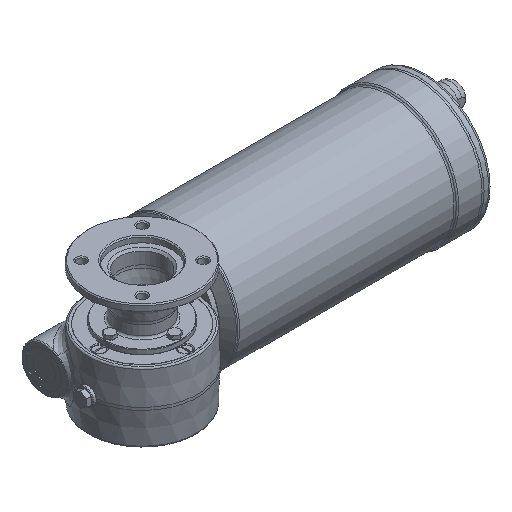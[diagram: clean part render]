
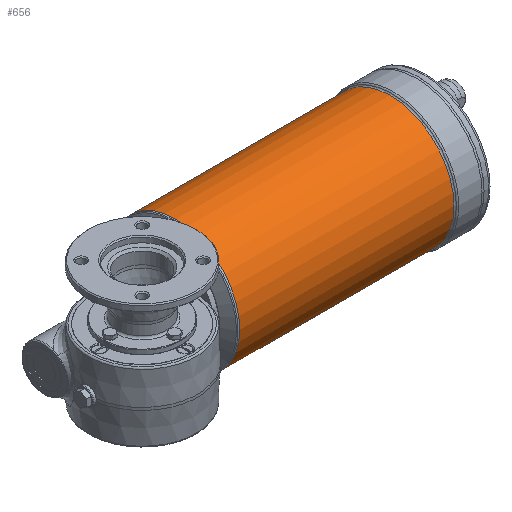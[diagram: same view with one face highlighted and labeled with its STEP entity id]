
A CAD part, isometric view. The second image highlights one B-rep face of the part: STEP entity #656.
In plain terms, the highlighted cylindrical face has radius 64.5 mm (diameter 129 mm), a full revolution.
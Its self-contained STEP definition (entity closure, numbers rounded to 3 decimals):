
#656 = ADVANCED_FACE( '', ( #1863, #1864 ), #1865, .T. );
#1863 = FACE_OUTER_BOUND( '', #4383, .T. );
#1864 = FACE_OUTER_BOUND( '', #4384, .T. );
#1865 = CYLINDRICAL_SURFACE( '', #4385, 64.5 );
#4383 = EDGE_LOOP( '', ( #10397 ) );
#4384 = EDGE_LOOP( '', ( #10398 ) );
#4385 = AXIS2_PLACEMENT_3D( '', #10399, #10400, #10401 );
#10397 = ORIENTED_EDGE( '', *, *, #14493, .T. );
#10398 = ORIENTED_EDGE( '', *, *, #14494, .T. );
#10399 = CARTESIAN_POINT( '', ( 239.168, 45., 0. ) );
#10400 = DIRECTION( '', ( -1., 0., 0. ) );
#10401 = DIRECTION( '', ( 0., 0., 1. ) );
#14493 = EDGE_CURVE( '', #16185, #16185, #16186, .F. );
#14494 = EDGE_CURVE( '', #16187, #16187, #16188, .T. );
#16185 = VERTEX_POINT( '', #18817 );
#16186 = CIRCLE( '', #18818, 64.5 );
#16187 = VERTEX_POINT( '', #18819 );
#16188 = CIRCLE( '', #18820, 64.5 );
#18817 = CARTESIAN_POINT( '', ( 295.172, 45., 64.5 ) );
#18818 = AXIS2_PLACEMENT_3D( '', #23401, #23402, #23403 );
#18819 = CARTESIAN_POINT( '', ( 79., 45., 64.5 ) );
#18820 = AXIS2_PLACEMENT_3D( '', #23404, #23405, #23406 );
#23401 = CARTESIAN_POINT( '', ( 295.172, 45., 0. ) );
#23402 = DIRECTION( '', ( 1., 0., 0. ) );
#23403 = DIRECTION( '', ( 0., 0., 1. ) );
#23404 = CARTESIAN_POINT( '', ( 79., 45., 0. ) );
#23405 = DIRECTION( '', ( 1., 0., 0. ) );
#23406 = DIRECTION( '', ( 0., 0., 1. ) );
